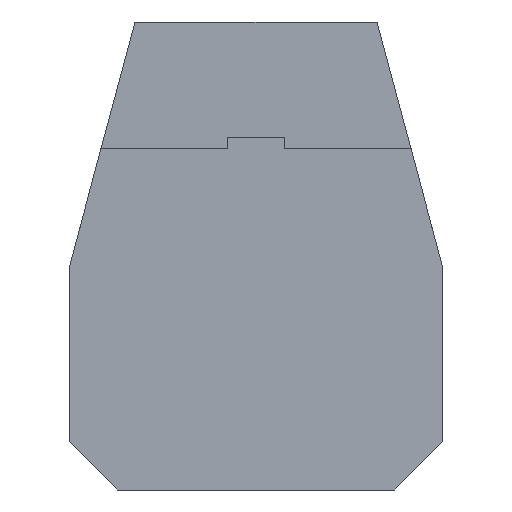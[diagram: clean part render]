
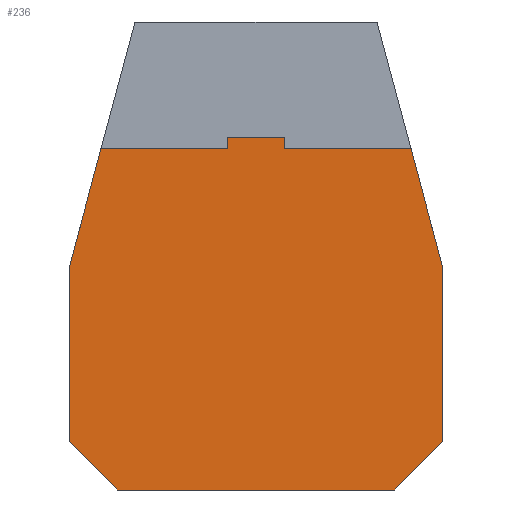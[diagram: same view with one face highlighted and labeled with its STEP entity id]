
A CAD part, left-side view. The second image highlights one B-rep face of the part: STEP entity #236.
In plain terms, the highlighted planar face has unit normal (-1, 0, 0).
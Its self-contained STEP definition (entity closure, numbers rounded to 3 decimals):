
#63=FACE_OUTER_BOUND('',#324,.T.);
#78=LINE('',#1004,#146);
#100=LINE('',#1135,#168);
#104=LINE('',#1143,#172);
#116=LINE('',#1171,#184);
#118=LINE('',#1175,#186);
#124=LINE('',#1187,#192);
#125=LINE('',#1189,#193);
#126=LINE('',#1191,#194);
#127=LINE('',#1192,#195);
#128=LINE('',#1194,#196);
#129=LINE('',#1196,#197);
#130=LINE('',#1197,#198);
#146=VECTOR('',#810,1.);
#168=VECTOR('',#880,1.);
#172=VECTOR('',#884,1.);
#184=VECTOR('',#910,1.);
#186=VECTOR('',#914,1.);
#192=VECTOR('',#926,1.);
#193=VECTOR('',#929,1.);
#194=VECTOR('',#930,1.);
#195=VECTOR('',#931,1.);
#196=VECTOR('',#932,1.);
#197=VECTOR('',#933,1.);
#198=VECTOR('',#934,1.);
#236=ADVANCED_FACE('',(#63),#263,.F.);
#263=PLANE('',#770);
#324=EDGE_LOOP('',(#452,#453,#454,#455,#456,#457,#458,#459,#460,#461,#462,
#463));
#452=ORIENTED_EDGE('',*,*,#645,.F.);
#453=ORIENTED_EDGE('',*,*,#643,.F.);
#454=ORIENTED_EDGE('',*,*,#652,.F.);
#455=ORIENTED_EDGE('',*,*,#653,.F.);
#456=ORIENTED_EDGE('',*,*,#629,.F.);
#457=ORIENTED_EDGE('',*,*,#654,.F.);
#458=ORIENTED_EDGE('',*,*,#655,.F.);
#459=ORIENTED_EDGE('',*,*,#656,.T.);
#460=ORIENTED_EDGE('',*,*,#625,.F.);
#461=ORIENTED_EDGE('',*,*,#590,.F.);
#462=ORIENTED_EDGE('',*,*,#651,.F.);
#463=ORIENTED_EDGE('',*,*,#657,.F.);
#528=VERTEX_POINT('',#1003);
#529=VERTEX_POINT('',#1005);
#556=VERTEX_POINT('',#1136);
#559=VERTEX_POINT('',#1142);
#560=VERTEX_POINT('',#1144);
#568=VERTEX_POINT('',#1170);
#569=VERTEX_POINT('',#1172);
#570=VERTEX_POINT('',#1176);
#572=VERTEX_POINT('',#1186);
#573=VERTEX_POINT('',#1190);
#574=VERTEX_POINT('',#1193);
#575=VERTEX_POINT('',#1195);
#590=EDGE_CURVE('',#528,#529,#78,.T.);
#625=EDGE_CURVE('',#529,#556,#100,.T.);
#629=EDGE_CURVE('',#559,#560,#104,.T.);
#643=EDGE_CURVE('',#568,#569,#116,.T.);
#645=EDGE_CURVE('',#569,#570,#118,.T.);
#651=EDGE_CURVE('',#572,#528,#124,.T.);
#652=EDGE_CURVE('',#573,#568,#125,.T.);
#653=EDGE_CURVE('',#560,#573,#126,.T.);
#654=EDGE_CURVE('',#574,#559,#127,.T.);
#655=EDGE_CURVE('',#575,#574,#128,.T.);
#656=EDGE_CURVE('',#575,#556,#129,.T.);
#657=EDGE_CURVE('',#570,#572,#130,.T.);
#770=AXIS2_PLACEMENT_3D('',#1198,#935,#936);
#810=DIRECTION('',(0.,-0.259,0.966));
#880=DIRECTION('',(0.,-1.,0.));
#884=DIRECTION('',(0.,-1.,0.));
#910=DIRECTION('',(0.,0.707,-0.707));
#914=DIRECTION('',(0.,1.,0.));
#926=DIRECTION('',(0.,0.,1.));
#929=DIRECTION('',(0.,0.,-1.));
#930=DIRECTION('',(0.,-0.259,-0.966));
#931=DIRECTION('',(0.,0.,-1.));
#932=DIRECTION('',(0.,-1.,0.));
#933=DIRECTION('',(0.,0.,-1.));
#934=DIRECTION('',(0.,0.707,0.707));
#935=DIRECTION('',(1.,0.,0.));
#936=DIRECTION('',(0.,1.,0.));
#1003=CARTESIAN_POINT('',(-140.,81.,-51.363));
#1004=CARTESIAN_POINT('',(-140.,81.,-51.363));
#1005=CARTESIAN_POINT('',(-140.,67.237,0.));
#1135=CARTESIAN_POINT('',(-140.,67.237,0.));
#1136=CARTESIAN_POINT('',(-140.,12.5,0.));
#1142=CARTESIAN_POINT('',(-140.,-12.5,0.));
#1143=CARTESIAN_POINT('',(-140.,67.237,0.));
#1144=CARTESIAN_POINT('',(-140.,-67.237,0.));
#1170=CARTESIAN_POINT('',(-140.,-81.,-127.));
#1171=CARTESIAN_POINT('',(-140.,-81.,-127.));
#1172=CARTESIAN_POINT('',(-140.,-60.,-148.));
#1175=CARTESIAN_POINT('',(-140.,-60.,-148.));
#1176=CARTESIAN_POINT('',(-140.,60.,-148.));
#1186=CARTESIAN_POINT('',(-140.,81.,-127.));
#1187=CARTESIAN_POINT('',(-140.,81.,-127.));
#1189=CARTESIAN_POINT('',(-140.,-81.,-51.363));
#1190=CARTESIAN_POINT('',(-140.,-81.,-51.363));
#1191=CARTESIAN_POINT('',(-140.,-67.237,0.));
#1192=CARTESIAN_POINT('',(-140.,-12.5,5.));
#1193=CARTESIAN_POINT('',(-140.,-12.5,5.));
#1194=CARTESIAN_POINT('',(-140.,12.5,5.));
#1195=CARTESIAN_POINT('',(-140.,12.5,5.));
#1196=CARTESIAN_POINT('',(-140.,12.5,5.));
#1197=CARTESIAN_POINT('',(-140.,60.,-148.));
#1198=CARTESIAN_POINT('',(-140.,81.,-148.));
